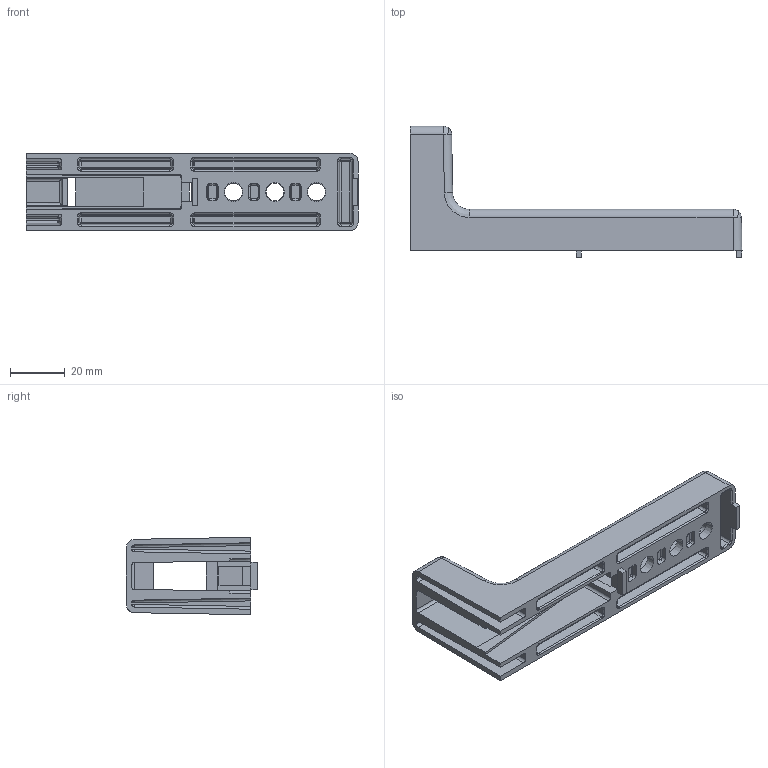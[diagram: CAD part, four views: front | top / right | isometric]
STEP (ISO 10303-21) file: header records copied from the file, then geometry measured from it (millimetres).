
FILE_DESCRIPTION (( 'STEP AP214' ), '1' );
FILE_NAME ('093b1201n10rs01.STEP', '2014-08-28T10:11:28', ( '' ), ( '' ), 'SwSTEP 2.0', 'SolidWorks 2014', '' );
FILE_SCHEMA (( 'AUTOMOTIVE_DESIGN' ));
Length unit declared in the file: millimetre
Products named in the file (1): 093b1201n10rs01
Bounding box: 120.84 x 47.83 x 28.2 mm (x, y, z)
Volume: 29201.8 mm3; surface area: 23650.7 mm2
Topology: 1 solids, 1 shells, 286 faces, 704 edges, 416 vertices
Faces by surface type: plane 87, cylinder 83, bspline 74, cone 42
Entity records: 12522 total; most frequent: CARTESIAN_POINT 2945, ORIENTED_EDGE 1392, DIRECTION 1306, EDGE_CURVE 696, AXIS2_PLACEMENT_3D 473, VERTEX_POINT 416, LINE 360, VECTOR 360
